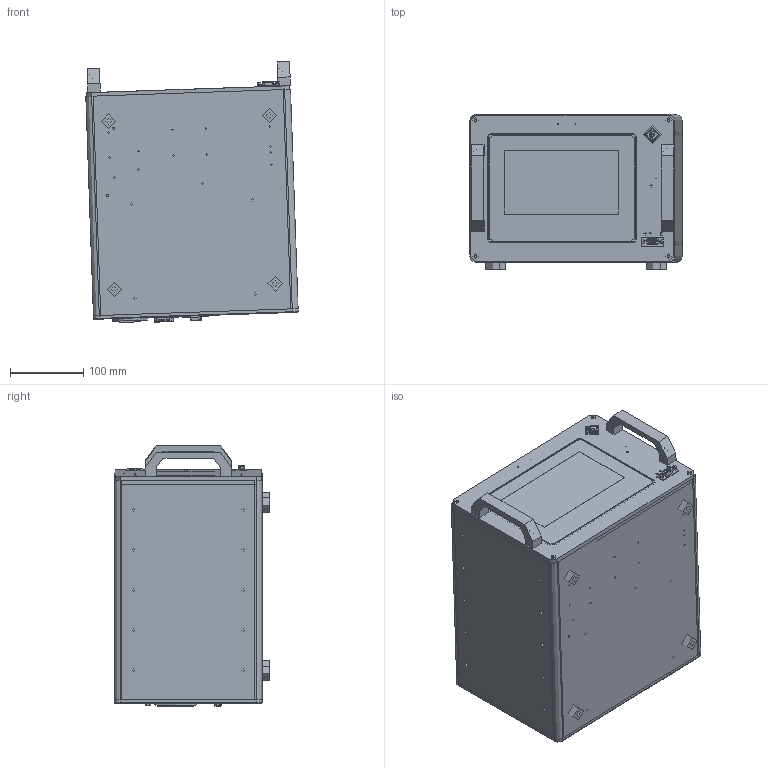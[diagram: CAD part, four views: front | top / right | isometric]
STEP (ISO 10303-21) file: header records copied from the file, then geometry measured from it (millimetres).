
FILE_DESCRIPTION (( 'STEP AP203' ), '1' );
FILE_NAME ('528267.STEP', '2024-06-26T03:35:23', ( 'Windows User' ), ( 'P R C' ), 'SwSTEP 2.0', 'SolidWorks 2020', '' );
FILE_SCHEMA (( 'CONFIG_CONTROL_DESIGN' ));
Products named in the file (1): 528267
Bounding box: 290.33 x 212 x 356.74 mm (x, y, z)
Topology: 0 solids, 197 shells, 1060 faces, 4398 edges, 3570 vertices
Faces by surface type: plane 455, cylinder 382, cone 98, bspline 76, torus 45, sphere 4
Full cylindrical faces by diameter (mm): 1 x53, 1.2 x17, 1.201 x5, 2.5 x32, 3 x64, 3.2 x2, 3.3 x4, 3.4 x1, 4 x20, 4.4 x2, 4.5 x8, 5.54 x1, 7 x4, 7.53 x4, 8 x4, 16 x1, 18.3 x1, 20 x4, 25 x1
Entity records: 84600 total; most frequent: CARTESIAN_POINT 52748, ORIENTED_EDGE 5808, DIRECTION 5171, EDGE_CURVE 3992, VERTEX_POINT 3471, EDGE_LOOP 1844, AXIS2_PLACEMENT_3D 1799, B_SPLINE_CURVE_WITH_KNOTS 1590
